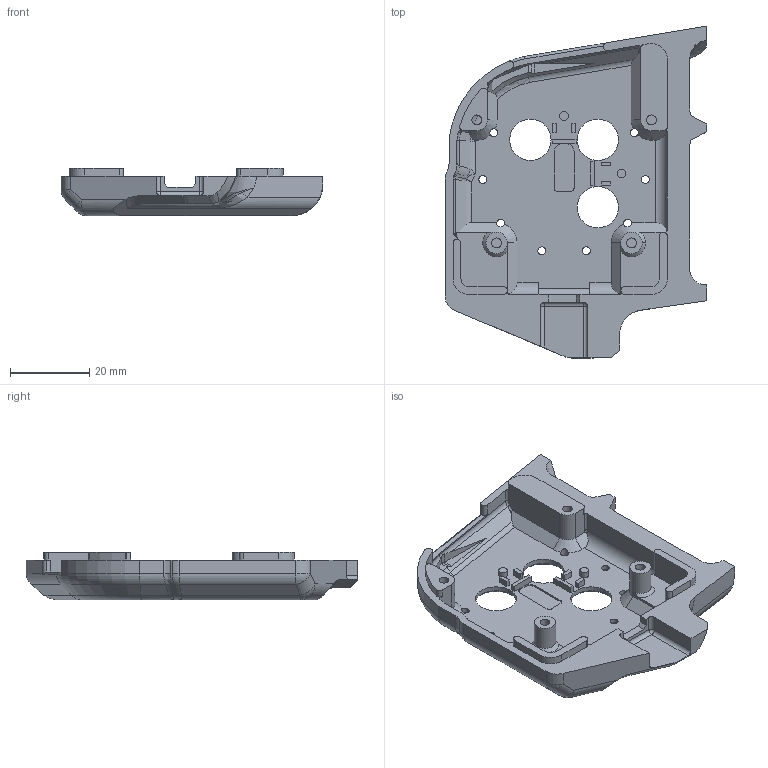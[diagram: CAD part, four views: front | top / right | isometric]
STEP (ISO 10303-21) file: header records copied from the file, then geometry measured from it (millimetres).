
FILE_DESCRIPTION(('HOOPS Exchange Step'),'2;1');
FILE_NAME('temp_export','2021-03-17T22:49:20+20:00',('poastoast'),('Shapr3D Limited'),'HOOPS Exchange 2020.2','Shapr3D','Authorized');
FILE_SCHEMA( ('AP203_CONFIGURATION_CONTROLLED_3D_DESIGN_OF_MECHANICAL_PARTS_AND_ASSEMBLIES_MIM_LF') );
Length unit declared in the file: millimetre
Products named in the file (1): 4D84AE0F-3391-44B9-A271-1A91E777C138.tmp
Bounding box: 66 x 83.67 x 12 mm (x, y, z)
Volume: 17885.2 mm3; surface area: 12563.4 mm2
Topology: 1 solids, 1 shells, 309 faces, 833 edges, 525 vertices
Faces by surface type: plane 129, cylinder 112, cone 27, bspline 20, torus 13, sphere 8
Full cylindrical faces by diameter (mm): 2 x8, 2.2 x2, 2.5 x4, 5.4 x2, 10.4 x3
Entity records: 15604 total; most frequent: CARTESIAN_POINT 7831, ORIENTED_EDGE 1648, DIRECTION 1608, EDGE_CURVE 824, AXIS2_PLACEMENT_3D 588, VERTEX_POINT 525, VECTOR 432, LINE 432
